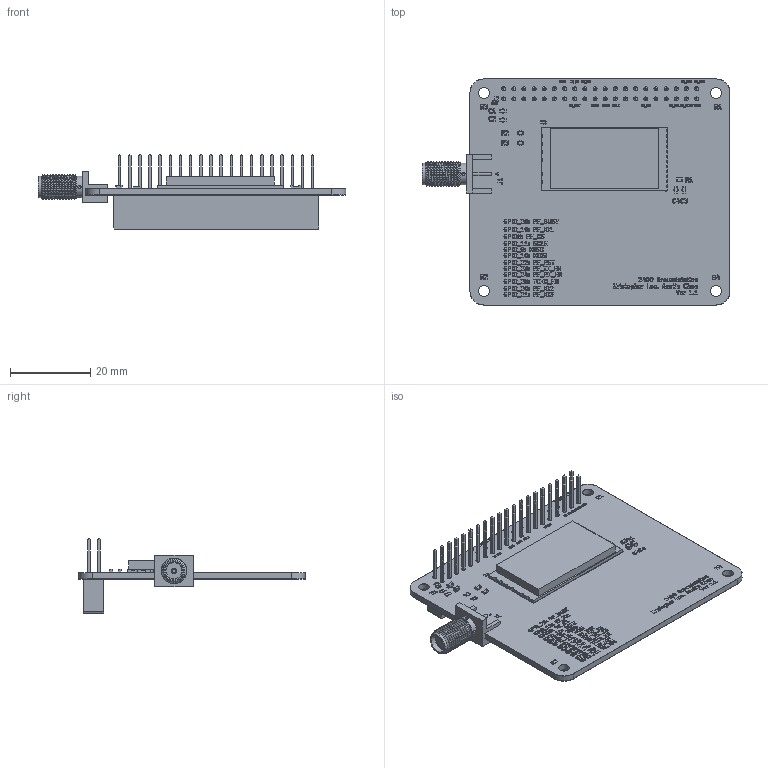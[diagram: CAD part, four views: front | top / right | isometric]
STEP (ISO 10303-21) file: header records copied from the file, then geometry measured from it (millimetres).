
FILE_DESCRIPTION(('KiCad electronic assembly'),'2;1');
FILE_NAME('Groundstation_2400_Hat_v1.1_2025-04-06.step', '2025-04-06T01:40:48',('Pcbnew'),('Kicad'), 'Open CASCADE STEP processor 7.8','KiCad to STEP converter','Unknown' );
FILE_SCHEMA(('AUTOMOTIVE_DESIGN { 1 0 10303 214 1 1 1 1 }'));
Length unit declared in the file: millimetre
Products named in the file (11): Groundstation_2400_Hat_v1.1_2025-04-06 1; C_0603_1608Metric; R_0603_1608Metric; LORA1280F27-TCXO; SMA_Amphenol_132289_EdgeMount; PRT-21570; Body; LeadsArray; Groundstation_2400_Hat_silkscreen; Groundstation_2400_Hat_soldermask; Groundstation_2400_Hat_PCB
Assembly tree (15 placements, depth 3):
  Groundstation_2400_Hat_v1.1_2025-04-06 1
    C_0603_1608Metric  x4
    R_0603_1608Metric  x3
    LORA1280F27-TCXO
    SMA_Amphenol_132289_EdgeMount
    PRT-21570
      Body
      LeadsArray
    Groundstation_2400_Hat_silkscreen
    Groundstation_2400_Hat_soldermask
    Groundstation_2400_Hat_PCB
Bounding box: 76.99 x 56.5 x 18.53 mm (x, y, z)
Volume: 9427.3 mm3; surface area: 21269 mm2
Topology: 52 solids, 407 shells, 1365 faces, 8060 edges, 7208 vertices
Faces by surface type: plane 1153, cylinder 161, bspline 39, cone 8, sphere 4
Full cylindrical faces by diameter (mm): 0.76 x1, 0.97 x1, 1 x40, 1.27 x1, 2.7 x4, 4 x1, 4.2 x1, 4.597 x1, 5.385 x2, 6.35 x10
Entity records: 81786 total; most frequent: CARTESIAN_POINT 19262, DIRECTION 11886, ORIENTED_EDGE 9677, EDGE_CURVE 7704, VERTEX_POINT 6976, LINE 5730, VECTOR 5730, AXIS2_PLACEMENT_3D 3078
